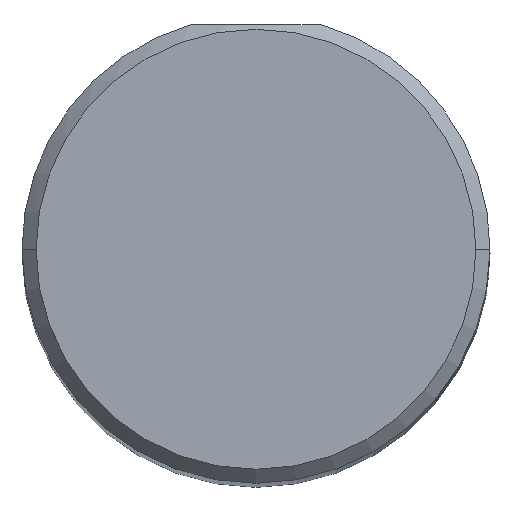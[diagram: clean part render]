
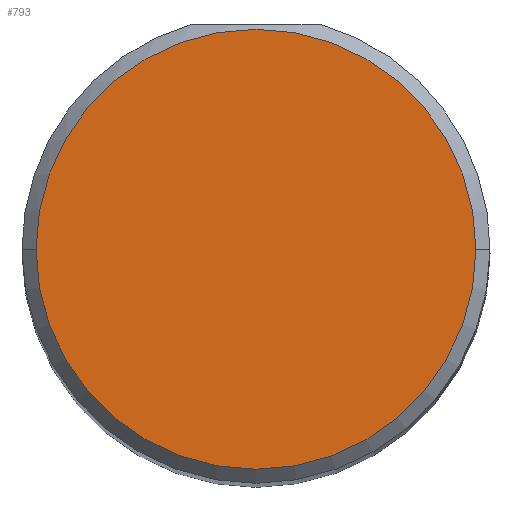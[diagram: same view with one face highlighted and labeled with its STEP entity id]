
A CAD part, top view. The second image highlights one B-rep face of the part: STEP entity #793.
In plain terms, the highlighted planar face has unit normal (0, 0, 1).
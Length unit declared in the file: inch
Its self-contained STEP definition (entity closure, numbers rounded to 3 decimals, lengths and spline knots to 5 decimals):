
#23 = ORIENTED_EDGE ( 'NONE', *, *, #512, .T. ) ;
#32 = CARTESIAN_POINT ( 'NONE',  ( -0.235, 0., 3. ) ) ;
#45 = DIRECTION ( 'NONE',  ( 1., 0., 0. ) ) ;
#172 = PLANE ( 'NONE',  #505 ) ;
#176 = CIRCLE ( 'NONE', #389, 0.235 ) ;
#209 = CIRCLE ( 'NONE', #756, 0.235 ) ;
#262 = DIRECTION ( 'NONE',  ( 0., 0., 1. ) ) ;
#314 = CARTESIAN_POINT ( 'NONE',  ( 0.235, 0., 3. ) ) ;
#343 = DIRECTION ( 'NONE',  ( 0., 0., 1. ) ) ;
#389 = AXIS2_PLACEMENT_3D ( 'NONE', #454, #343, #724 ) ;
#434 = VERTEX_POINT ( 'NONE', #314 ) ;
#454 = CARTESIAN_POINT ( 'NONE',  ( 0., 0., 3. ) ) ;
#505 = AXIS2_PLACEMENT_3D ( 'NONE', #611, #751, #45 ) ;
#509 = DIRECTION ( 'NONE',  ( 1., 0., 0. ) ) ;
#512 = EDGE_CURVE ( 'NONE', #587, #434, #209, .T. ) ;
#580 = CARTESIAN_POINT ( 'NONE',  ( 0., 0., 3. ) ) ;
#587 = VERTEX_POINT ( 'NONE', #32 ) ;
#596 = EDGE_CURVE ( 'NONE', #434, #587, #176, .T. ) ;
#611 = CARTESIAN_POINT ( 'NONE',  ( 0., 0., 3. ) ) ;
#617 = FACE_OUTER_BOUND ( 'NONE', #773, .T. ) ;
#724 = DIRECTION ( 'NONE',  ( 1., 0., 0. ) ) ;
#751 = DIRECTION ( 'NONE',  ( 0., 0., 1. ) ) ;
#756 = AXIS2_PLACEMENT_3D ( 'NONE', #580, #262, #509 ) ;
#773 = EDGE_LOOP ( 'NONE', ( #23, #789 ) ) ;
#789 = ORIENTED_EDGE ( 'NONE', *, *, #596, .T. ) ;
#793 = ADVANCED_FACE ( 'NONE', ( #617 ), #172, .T. ) ;
